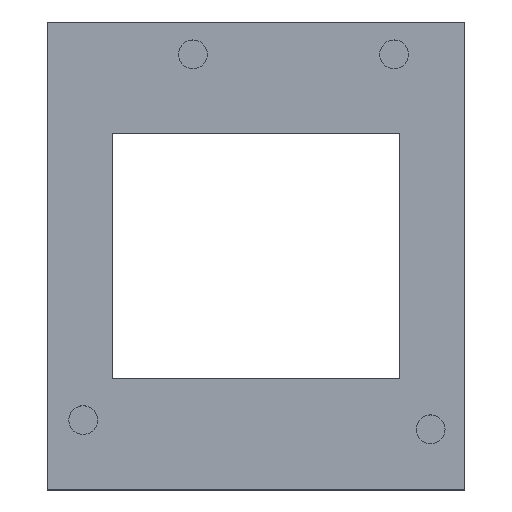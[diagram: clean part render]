
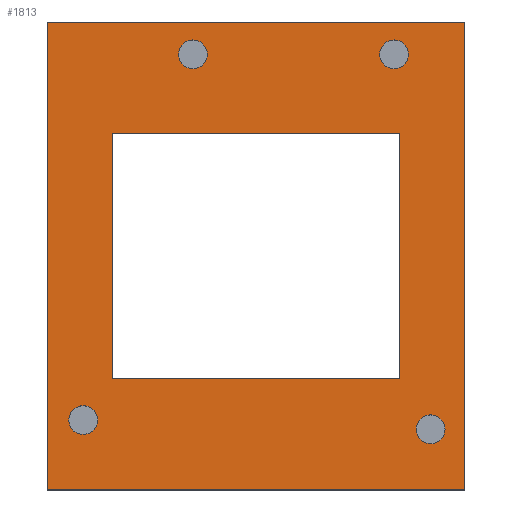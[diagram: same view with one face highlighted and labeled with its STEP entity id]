
A CAD part, top view. The second image highlights one B-rep face of the part: STEP entity #1813.
In plain terms, the highlighted planar face has unit normal (0, 0, 1).
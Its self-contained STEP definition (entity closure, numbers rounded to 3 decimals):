
#5 = CARTESIAN_POINT ( 'NONE',  ( 20., -17., 0. ) ) ;
#17 = CIRCLE ( 'NONE', #276, 2. ) ;
#19 = AXIS2_PLACEMENT_3D ( 'NONE', #1670, #1683, #318 ) ;
#20 = CARTESIAN_POINT ( 'NONE',  ( -20., -17., 0. ) ) ;
#29 = VERTEX_POINT ( 'NONE', #786 ) ;
#59 = DIRECTION ( 'NONE',  ( -1., 0., 0. ) ) ;
#68 = DIRECTION ( 'NONE',  ( 1., 0., 0. ) ) ;
#95 = ORIENTED_EDGE ( 'NONE', *, *, #1036, .F. ) ;
#120 = EDGE_LOOP ( 'NONE', ( #1742, #328 ) ) ;
#122 = CARTESIAN_POINT ( 'NONE',  ( -24., -22.8, 0. ) ) ;
#205 = ORIENTED_EDGE ( 'NONE', *, *, #586, .F. ) ;
#243 = VERTEX_POINT ( 'NONE', #306 ) ;
#246 = CIRCLE ( 'NONE', #19, 2. ) ;
#251 = AXIS2_PLACEMENT_3D ( 'NONE', #1335, #1632, #1040 ) ;
#259 = FACE_BOUND ( 'NONE', #1681, .T. ) ;
#274 = EDGE_CURVE ( 'NONE', #243, #973, #1926, .T. ) ;
#276 = AXIS2_PLACEMENT_3D ( 'NONE', #553, #1791, #1169 ) ;
#280 = CARTESIAN_POINT ( 'NONE',  ( 21.18, 28., 0. ) ) ;
#287 = DIRECTION ( 'NONE',  ( 1., 0., 0. ) ) ;
#306 = CARTESIAN_POINT ( 'NONE',  ( -10.76, 28., 0. ) ) ;
#310 = CARTESIAN_POINT ( 'NONE',  ( -8.76, 28., 0. ) ) ;
#315 = VERTEX_POINT ( 'NONE', #1043 ) ;
#318 = DIRECTION ( 'NONE',  ( 1., 0., 0. ) ) ;
#328 = ORIENTED_EDGE ( 'NONE', *, *, #523, .F. ) ;
#384 = CARTESIAN_POINT ( 'NONE',  ( 19.18, 28., 0. ) ) ;
#407 = VECTOR ( 'NONE', #1855, 1000. ) ;
#420 = CARTESIAN_POINT ( 'NONE',  ( 29., 32.5, 0. ) ) ;
#450 = VERTEX_POINT ( 'NONE', #1626 ) ;
#453 = EDGE_CURVE ( 'NONE', #1548, #1587, #1187, .T. ) ;
#467 = DIRECTION ( 'NONE',  ( 0., 0., 1. ) ) ;
#472 = LINE ( 'NONE', #1061, #703 ) ;
#475 = DIRECTION ( 'NONE',  ( 0., 0., 1. ) ) ;
#495 = AXIS2_PLACEMENT_3D ( 'NONE', #1382, #635, #1372 ) ;
#523 = EDGE_CURVE ( 'NONE', #602, #1827, #1898, .T. ) ;
#530 = ORIENTED_EDGE ( 'NONE', *, *, #1845, .T. ) ;
#533 = VECTOR ( 'NONE', #1032, 1000. ) ;
#534 = CARTESIAN_POINT ( 'NONE',  ( 17.18, 28., 0. ) ) ;
#553 = CARTESIAN_POINT ( 'NONE',  ( 19.18, 28., 0. ) ) ;
#568 = CARTESIAN_POINT ( 'NONE',  ( 22.26, -24.07, 0. ) ) ;
#578 = ORIENTED_EDGE ( 'NONE', *, *, #1360, .T. ) ;
#580 = CARTESIAN_POINT ( 'NONE',  ( 20., 17., 0. ) ) ;
#586 = EDGE_CURVE ( 'NONE', #315, #1548, #1603, .T. ) ;
#591 = VERTEX_POINT ( 'NONE', #1767 ) ;
#593 = DIRECTION ( 'NONE',  ( 1., 0., 0. ) ) ;
#602 = VERTEX_POINT ( 'NONE', #534 ) ;
#604 = AXIS2_PLACEMENT_3D ( 'NONE', #1983, #1205, #593 ) ;
#609 = VERTEX_POINT ( 'NONE', #5 ) ;
#616 = DIRECTION ( 'NONE',  ( 0., 1., 0. ) ) ;
#635 = DIRECTION ( 'NONE',  ( 0., 0., 1. ) ) ;
#653 = EDGE_CURVE ( 'NONE', #973, #243, #1771, .T. ) ;
#662 = ORIENTED_EDGE ( 'NONE', *, *, #1401, .F. ) ;
#672 = CIRCLE ( 'NONE', #1145, 2. ) ;
#693 = EDGE_LOOP ( 'NONE', ( #767, #889 ) ) ;
#703 = VECTOR ( 'NONE', #749, 1000. ) ;
#743 = VECTOR ( 'NONE', #616, 1000. ) ;
#749 = DIRECTION ( 'NONE',  ( -1., 0., 0. ) ) ;
#767 = ORIENTED_EDGE ( 'NONE', *, *, #653, .F. ) ;
#773 = VERTEX_POINT ( 'NONE', #420 ) ;
#781 = EDGE_CURVE ( 'NONE', #1760, #773, #918, .T. ) ;
#786 = CARTESIAN_POINT ( 'NONE',  ( -29., 32.5, 0. ) ) ;
#805 = VERTEX_POINT ( 'NONE', #1531 ) ;
#809 = EDGE_LOOP ( 'NONE', ( #1713, #915, #1975, #205 ) ) ;
#886 = FACE_BOUND ( 'NONE', #894, .T. ) ;
#888 = DIRECTION ( 'NONE',  ( 0., -1., 0. ) ) ;
#889 = ORIENTED_EDGE ( 'NONE', *, *, #274, .F. ) ;
#894 = EDGE_LOOP ( 'NONE', ( #1081, #95 ) ) ;
#902 = DIRECTION ( 'NONE',  ( 1., 0., 0. ) ) ;
#904 = LINE ( 'NONE', #925, #407 ) ;
#915 = ORIENTED_EDGE ( 'NONE', *, *, #946, .F. ) ;
#917 = DIRECTION ( 'NONE',  ( 1., 0., 0. ) ) ;
#918 = LINE ( 'NONE', #1381, #533 ) ;
#925 = CARTESIAN_POINT ( 'NONE',  ( -29., 32.5, 0. ) ) ;
#937 = EDGE_CURVE ( 'NONE', #450, #1659, #1608, .T. ) ;
#946 = EDGE_CURVE ( 'NONE', #1587, #609, #1833, .T. ) ;
#973 = VERTEX_POINT ( 'NONE', #1707 ) ;
#975 = CARTESIAN_POINT ( 'NONE',  ( -20., 17., 0. ) ) ;
#1003 = FACE_BOUND ( 'NONE', #693, .T. ) ;
#1010 = VECTOR ( 'NONE', #59, 1000. ) ;
#1012 = PLANE ( 'NONE',  #251 ) ;
#1032 = DIRECTION ( 'NONE',  ( 0., 1., 0. ) ) ;
#1036 = EDGE_CURVE ( 'NONE', #1885, #591, #672, .T. ) ;
#1040 = DIRECTION ( 'NONE',  ( 1., 0., 0. ) ) ;
#1043 = CARTESIAN_POINT ( 'NONE',  ( 20., 17., 0. ) ) ;
#1050 = CARTESIAN_POINT ( 'NONE',  ( -20., -17., 0. ) ) ;
#1053 = DIRECTION ( 'NONE',  ( 1., 0., 0. ) ) ;
#1058 = ORIENTED_EDGE ( 'NONE', *, *, #781, .T. ) ;
#1061 = CARTESIAN_POINT ( 'NONE',  ( -29., 32.5, 0. ) ) ;
#1081 = ORIENTED_EDGE ( 'NONE', *, *, #1993, .F. ) ;
#1093 = CIRCLE ( 'NONE', #1290, 2. ) ;
#1107 = VECTOR ( 'NONE', #888, 1000. ) ;
#1135 = CARTESIAN_POINT ( 'NONE',  ( -20., 17., 0. ) ) ;
#1145 = AXIS2_PLACEMENT_3D ( 'NONE', #1716, #475, #1053 ) ;
#1146 = DIRECTION ( 'NONE',  ( 1., 0., 0. ) ) ;
#1169 = DIRECTION ( 'NONE',  ( 1., 0., 0. ) ) ;
#1184 = CARTESIAN_POINT ( 'NONE',  ( -26., -22.8, 0. ) ) ;
#1187 = LINE ( 'NONE', #1635, #1107 ) ;
#1205 = DIRECTION ( 'NONE',  ( 0., 0., 1. ) ) ;
#1290 = AXIS2_PLACEMENT_3D ( 'NONE', #122, #1668, #902 ) ;
#1312 = AXIS2_PLACEMENT_3D ( 'NONE', #384, #1777, #1146 ) ;
#1319 = EDGE_CURVE ( 'NONE', #1827, #602, #17, .T. ) ;
#1335 = CARTESIAN_POINT ( 'NONE',  ( 0., 0., 0. ) ) ;
#1345 = AXIS2_PLACEMENT_3D ( 'NONE', #310, #467, #917 ) ;
#1360 = EDGE_CURVE ( 'NONE', #773, #29, #472, .T. ) ;
#1372 = DIRECTION ( 'NONE',  ( 1., 0., 0. ) ) ;
#1381 = CARTESIAN_POINT ( 'NONE',  ( 29., 32.5, 0. ) ) ;
#1382 = CARTESIAN_POINT ( 'NONE',  ( -8.76, 28., 0. ) ) ;
#1386 = LINE ( 'NONE', #580, #743 ) ;
#1397 = EDGE_CURVE ( 'NONE', #29, #805, #904, .T. ) ;
#1401 = EDGE_CURVE ( 'NONE', #1659, #450, #246, .T. ) ;
#1426 = VECTOR ( 'NONE', #68, 1000. ) ;
#1492 = FACE_OUTER_BOUND ( 'NONE', #1923, .T. ) ;
#1500 = LINE ( 'NONE', #1641, #1426 ) ;
#1531 = CARTESIAN_POINT ( 'NONE',  ( -29., -32.5, 0. ) ) ;
#1548 = VERTEX_POINT ( 'NONE', #975 ) ;
#1587 = VERTEX_POINT ( 'NONE', #20 ) ;
#1603 = LINE ( 'NONE', #1135, #1010 ) ;
#1608 = CIRCLE ( 'NONE', #604, 2. ) ;
#1626 = CARTESIAN_POINT ( 'NONE',  ( 26.26, -24.07, 0. ) ) ;
#1632 = DIRECTION ( 'NONE',  ( 0., 0., 1. ) ) ;
#1635 = CARTESIAN_POINT ( 'NONE',  ( -20., 17., 0. ) ) ;
#1641 = CARTESIAN_POINT ( 'NONE',  ( -29., -32.5, 0. ) ) ;
#1659 = VERTEX_POINT ( 'NONE', #568 ) ;
#1668 = DIRECTION ( 'NONE',  ( 0., 0., 1. ) ) ;
#1670 = CARTESIAN_POINT ( 'NONE',  ( 24.26, -24.07, 0. ) ) ;
#1681 = EDGE_LOOP ( 'NONE', ( #1749, #662 ) ) ;
#1683 = DIRECTION ( 'NONE',  ( 0., 0., 1. ) ) ;
#1707 = CARTESIAN_POINT ( 'NONE',  ( -6.76, 28., 0. ) ) ;
#1713 = ORIENTED_EDGE ( 'NONE', *, *, #1968, .F. ) ;
#1716 = CARTESIAN_POINT ( 'NONE',  ( -24., -22.8, 0. ) ) ;
#1738 = VECTOR ( 'NONE', #287, 1000. ) ;
#1742 = ORIENTED_EDGE ( 'NONE', *, *, #1319, .F. ) ;
#1749 = ORIENTED_EDGE ( 'NONE', *, *, #937, .F. ) ;
#1760 = VERTEX_POINT ( 'NONE', #1799 ) ;
#1767 = CARTESIAN_POINT ( 'NONE',  ( -22., -22.8, 0. ) ) ;
#1771 = CIRCLE ( 'NONE', #1345, 2. ) ;
#1777 = DIRECTION ( 'NONE',  ( 0., 0., 1. ) ) ;
#1791 = DIRECTION ( 'NONE',  ( 0., 0., 1. ) ) ;
#1799 = CARTESIAN_POINT ( 'NONE',  ( 29., -32.5, 0. ) ) ;
#1813 = ADVANCED_FACE ( 'NONE', ( #1939, #259, #886, #1823, #1003, #1492 ), #1012, .T. ) ;
#1823 = FACE_BOUND ( 'NONE', #120, .T. ) ;
#1827 = VERTEX_POINT ( 'NONE', #280 ) ;
#1833 = LINE ( 'NONE', #1050, #1738 ) ;
#1845 = EDGE_CURVE ( 'NONE', #805, #1760, #1500, .T. ) ;
#1855 = DIRECTION ( 'NONE',  ( 0., -1., 0. ) ) ;
#1879 = ORIENTED_EDGE ( 'NONE', *, *, #1397, .T. ) ;
#1885 = VERTEX_POINT ( 'NONE', #1184 ) ;
#1898 = CIRCLE ( 'NONE', #1312, 2. ) ;
#1923 = EDGE_LOOP ( 'NONE', ( #1058, #578, #1879, #530 ) ) ;
#1926 = CIRCLE ( 'NONE', #495, 2. ) ;
#1939 = FACE_BOUND ( 'NONE', #809, .T. ) ;
#1968 = EDGE_CURVE ( 'NONE', #609, #315, #1386, .T. ) ;
#1975 = ORIENTED_EDGE ( 'NONE', *, *, #453, .F. ) ;
#1983 = CARTESIAN_POINT ( 'NONE',  ( 24.26, -24.07, 0. ) ) ;
#1993 = EDGE_CURVE ( 'NONE', #591, #1885, #1093, .T. ) ;
